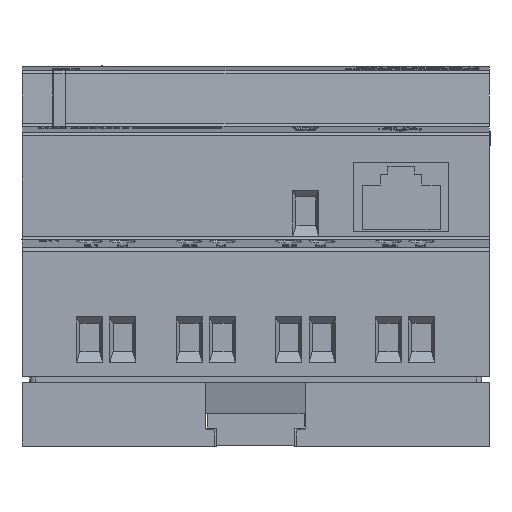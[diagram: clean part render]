
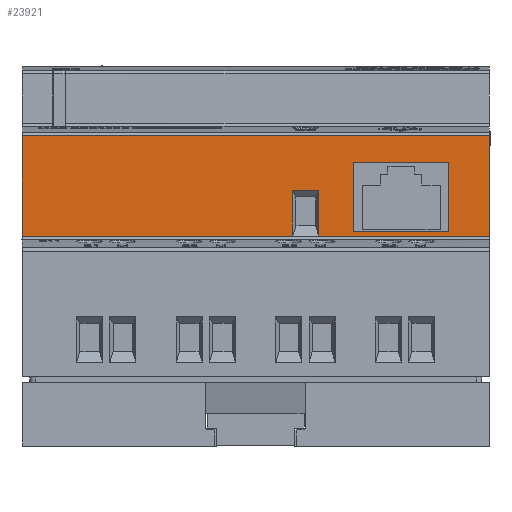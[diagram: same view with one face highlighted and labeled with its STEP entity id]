
A CAD part, front view. The second image highlights one B-rep face of the part: STEP entity #23921.
In plain terms, the highlighted face is planar.
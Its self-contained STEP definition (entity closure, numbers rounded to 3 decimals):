
#23921=ADVANCED_FACE('',(#28619,#28620,#28621),#26698,.T.);
#26698=PLANE('',#70134);
#28619=FACE_BOUND('',#29019,.T.);
#28620=FACE_BOUND('',#29020,.T.);
#28621=FACE_BOUND('',#29021,.T.);
#29019=EDGE_LOOP('',(#33551,#33552,#33553,#33554));
#29020=EDGE_LOOP('',(#33555,#33556,#33557,#33558));
#29021=EDGE_LOOP('',(#33559,#33560,#33561,#33562));
#33551=ORIENTED_EDGE('',*,*,#51869,.F.);
#33552=ORIENTED_EDGE('',*,*,#51870,.F.);
#33553=ORIENTED_EDGE('',*,*,#51871,.F.);
#33554=ORIENTED_EDGE('',*,*,#51872,.F.);
#33555=ORIENTED_EDGE('',*,*,#51873,.T.);
#33556=ORIENTED_EDGE('',*,*,#51874,.T.);
#33557=ORIENTED_EDGE('',*,*,#51875,.T.);
#33558=ORIENTED_EDGE('',*,*,#51876,.T.);
#33559=ORIENTED_EDGE('',*,*,#51877,.F.);
#33560=ORIENTED_EDGE('',*,*,#51868,.F.);
#33561=ORIENTED_EDGE('',*,*,#51475,.T.);
#33562=ORIENTED_EDGE('',*,*,#51878,.T.);
#46905=VERTEX_POINT('',#87002);
#46906=VERTEX_POINT('',#87004);
#47264=VERTEX_POINT('',#88214);
#47265=VERTEX_POINT('',#88218);
#47266=VERTEX_POINT('',#88219);
#47267=VERTEX_POINT('',#88221);
#47268=VERTEX_POINT('',#88223);
#47269=VERTEX_POINT('',#88226);
#47270=VERTEX_POINT('',#88227);
#47271=VERTEX_POINT('',#88229);
#47272=VERTEX_POINT('',#88231);
#47273=VERTEX_POINT('',#88234);
#51475=EDGE_CURVE('',#46906,#46905,#58369,.T.);
#51868=EDGE_CURVE('',#46906,#47264,#58638,.T.);
#51869=EDGE_CURVE('',#47265,#47266,#58639,.T.);
#51870=EDGE_CURVE('',#47267,#47265,#58640,.T.);
#51871=EDGE_CURVE('',#47268,#47267,#58641,.T.);
#51872=EDGE_CURVE('',#47266,#47268,#58642,.T.);
#51873=EDGE_CURVE('',#47269,#47270,#58643,.T.);
#51874=EDGE_CURVE('',#47270,#47271,#58644,.T.);
#51875=EDGE_CURVE('',#47271,#47272,#58645,.T.);
#51876=EDGE_CURVE('',#47272,#47269,#58646,.T.);
#51877=EDGE_CURVE('',#47264,#47273,#58647,.T.);
#51878=EDGE_CURVE('',#46905,#47273,#58648,.T.);
#58369=LINE('',#87003,#62365);
#58638=LINE('',#88215,#62634);
#58639=LINE('',#88217,#62635);
#58640=LINE('',#88220,#62636);
#58641=LINE('',#88222,#62637);
#58642=LINE('',#88224,#62638);
#58643=LINE('',#88225,#62639);
#58644=LINE('',#88228,#62640);
#58645=LINE('',#88230,#62641);
#58646=LINE('',#88232,#62642);
#58647=LINE('',#88233,#62643);
#58648=LINE('',#88235,#62644);
#62365=VECTOR('',#74205,1.);
#62634=VECTOR('',#74722,1.);
#62635=VECTOR('',#74725,1.);
#62636=VECTOR('',#74726,1.);
#62637=VECTOR('',#74727,1.);
#62638=VECTOR('',#74728,1.);
#62639=VECTOR('',#74729,1.);
#62640=VECTOR('',#74730,1.);
#62641=VECTOR('',#74731,1.);
#62642=VECTOR('',#74732,1.);
#62643=VECTOR('',#74733,1.);
#62644=VECTOR('',#74734,1.);
#70134=AXIS2_PLACEMENT_3D('',#88236,#74735,#74736);
#74205=DIRECTION('',(0.,-1.,0.));
#74722=DIRECTION('',(1.,0.,0.));
#74725=DIRECTION('',(0.,-1.,0.));
#74726=DIRECTION('',(-1.,0.,0.));
#74727=DIRECTION('',(0.,1.,0.));
#74728=DIRECTION('',(1.,0.,0.));
#74729=DIRECTION('',(-1.,0.,0.));
#74730=DIRECTION('',(0.,1.,0.));
#74731=DIRECTION('',(1.,0.,0.));
#74732=DIRECTION('',(0.,-1.,0.));
#74733=DIRECTION('',(0.,-1.,0.));
#74734=DIRECTION('',(1.,0.,0.));
#74735=DIRECTION('',(0.,0.,1.));
#74736=DIRECTION('',(0.,-1.,0.));
#87002=CARTESIAN_POINT('',(-35.75,27.05,34.));
#87003=CARTESIAN_POINT('',(-35.75,42.495,34.));
#87004=CARTESIAN_POINT('',(-35.75,42.495,34.));
#88214=CARTESIAN_POINT('',(35.75,42.495,34.));
#88215=CARTESIAN_POINT('',(-35.75,42.495,34.));
#88217=CARTESIAN_POINT('',(14.91,38.41,34.));
#88218=CARTESIAN_POINT('',(14.91,38.41,34.));
#88219=CARTESIAN_POINT('',(14.91,27.81,34.));
#88220=CARTESIAN_POINT('',(29.51,38.41,34.));
#88221=CARTESIAN_POINT('',(29.51,38.41,34.));
#88222=CARTESIAN_POINT('',(29.51,27.81,34.));
#88223=CARTESIAN_POINT('',(29.51,27.81,34.));
#88224=CARTESIAN_POINT('',(14.91,27.81,34.));
#88225=CARTESIAN_POINT('',(6.16,27.1,34.));
#88226=CARTESIAN_POINT('',(9.66,27.1,34.));
#88227=CARTESIAN_POINT('',(5.66,27.1,34.));
#88228=CARTESIAN_POINT('',(5.66,34.1,34.));
#88229=CARTESIAN_POINT('',(5.66,34.1,34.));
#88230=CARTESIAN_POINT('',(9.16,34.1,34.));
#88231=CARTESIAN_POINT('',(9.66,34.1,34.));
#88232=CARTESIAN_POINT('',(9.66,27.1,34.));
#88233=CARTESIAN_POINT('',(35.75,42.495,34.));
#88234=CARTESIAN_POINT('',(35.75,27.05,34.));
#88235=CARTESIAN_POINT('',(-35.75,27.05,34.));
#88236=CARTESIAN_POINT('',(-35.75,42.495,34.));
